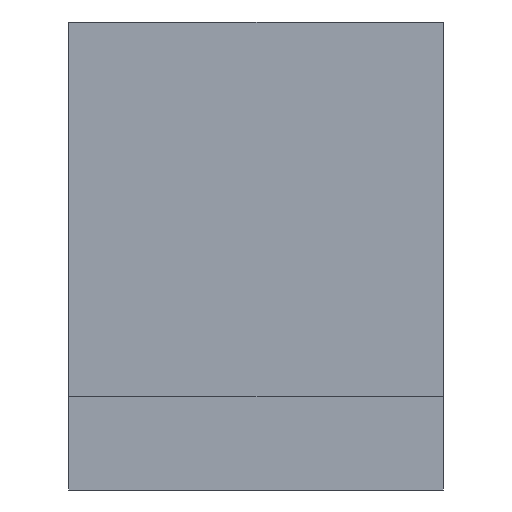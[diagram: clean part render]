
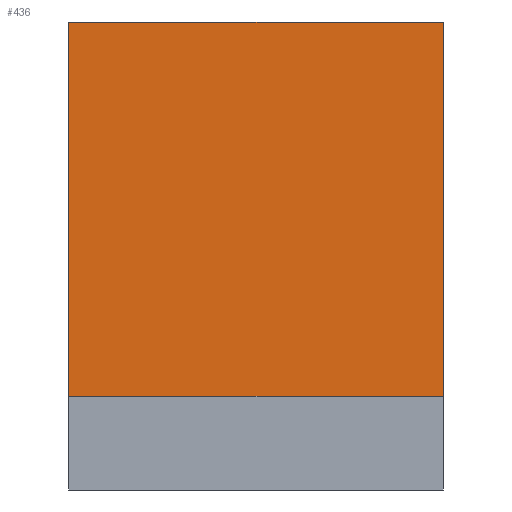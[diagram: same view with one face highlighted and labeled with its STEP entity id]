
A CAD part, left-side view. The second image highlights one B-rep face of the part: STEP entity #436.
In plain terms, the highlighted planar face has unit normal (-1, 0, 0).
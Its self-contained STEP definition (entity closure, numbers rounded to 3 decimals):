
#436=ADVANCED_FACE('',(#437),#471,.F.);
#437=FACE_BOUND('',#438,.T.);
#438=EDGE_LOOP('',(#439,#449,#457,#465));
#439=ORIENTED_EDGE('',*,*,#440,.T.);
#440=EDGE_CURVE('',#441,#443,#445,.T.);
#441=VERTEX_POINT('',#442);
#442=CARTESIAN_POINT('',(0.0,0.0,0.8));
#443=VERTEX_POINT('',#444);
#444=CARTESIAN_POINT('',(0.0,0.8,0.8));
#445=LINE('',#446,#447);
#446=CARTESIAN_POINT('',(0.0,0.0,0.8));
#447=VECTOR('',#448,1.0);
#448=DIRECTION('',(0.0,1.0,0.0));
#449=ORIENTED_EDGE('',*,*,#450,.T.);
#450=EDGE_CURVE('',#443,#451,#453,.F.);
#451=VERTEX_POINT('',#452);
#452=CARTESIAN_POINT('',(0.0,0.8,0.0));
#453=LINE('',#454,#455);
#454=CARTESIAN_POINT('',(0.0,0.8,0.0));
#455=VECTOR('',#456,1.0);
#456=DIRECTION('',(0.0,0.0,1.0));
#457=ORIENTED_EDGE('',*,*,#458,.T.);
#458=EDGE_CURVE('',#451,#459,#461,.F.);
#459=VERTEX_POINT('',#460);
#460=CARTESIAN_POINT('',(0.0,0.0,0.0));
#461=LINE('',#462,#463);
#462=CARTESIAN_POINT('',(0.0,0.0,0.0));
#463=VECTOR('',#464,1.0);
#464=DIRECTION('',(0.0,1.0,0.0));
#465=ORIENTED_EDGE('',*,*,#466,.T.);
#466=EDGE_CURVE('',#459,#441,#467,.T.);
#467=LINE('',#468,#469);
#468=CARTESIAN_POINT('',(0.0,0.0,0.0));
#469=VECTOR('',#470,1.0);
#470=DIRECTION('',(0.0,0.0,1.0));
#471=PLANE('',#472);
#472=AXIS2_PLACEMENT_3D('',#473,#474,#475);
#473=CARTESIAN_POINT('',(0.0,0.0,0.0));
#474=DIRECTION('',(1.0,0.0,0.0));
#475=DIRECTION('',(0.0,0.0,1.0));
